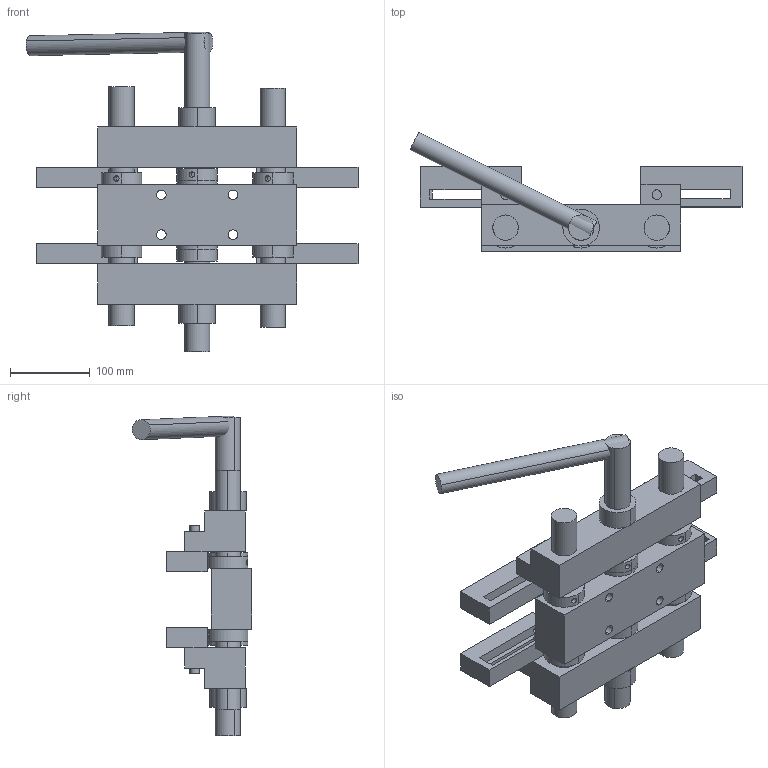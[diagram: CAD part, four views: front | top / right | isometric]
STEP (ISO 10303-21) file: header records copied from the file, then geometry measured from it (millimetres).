
FILE_DESCRIPTION (( 'STEP AP203' ), '1' );
FILE_NAME ('ViseAssembly.STEP', '2012-06-04T06:07:22', ( '' ), ( '' ), 'SwSTEP 2.0', 'SolidWorks 2010', '' );
FILE_SCHEMA (( 'CONFIG_CONTROL_DESIGN' ));
Length unit declared in the file: millimetre
Products named in the file (11): MediumShaftCollar; SupportThrustWasher; Handle; MovingBlock; ClampJaw; LongScrew; LargeNut; ViseAssembly; FixedBlock; SupportShaft; ThreadedRod
Assembly tree (25 placements, depth 2):
  ViseAssembly
    LongScrew  x4
    MediumShaftCollar  x6
    LargeNut  x2
    SupportShaft  x2
    MovingBlock  x2
    FixedBlock
    ClampJaw  x4
    Handle
    SupportThrustWasher  x2
    ThreadedRod
Bounding box: 416.98 x 149.81 x 401.82 mm (x, y, z)
Volume: 3491160.8 mm3; surface area: 549801.1 mm2
Topology: 25 solids, 25 shells, 252 faces, 570 edges, 380 vertices
Faces by surface type: plane 134, cylinder 118
Entity records: 4925 total; most frequent: CARTESIAN_POINT 676, DIRECTION 622, ORIENTED_EDGE 492, EDGE_CURVE 246, AXIS2_PLACEMENT_3D 244, VERTEX_POINT 164, EDGE_LOOP 148, LINE 134
